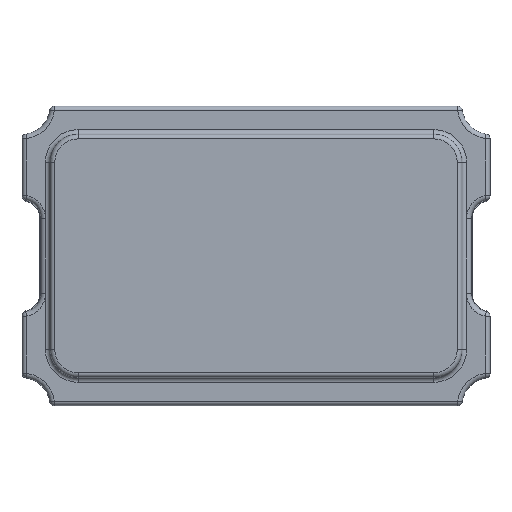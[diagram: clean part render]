
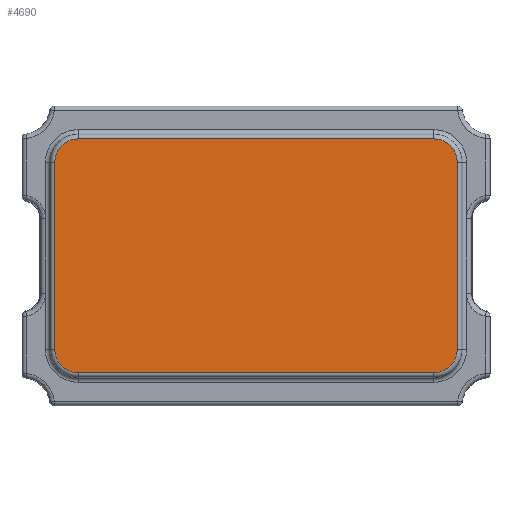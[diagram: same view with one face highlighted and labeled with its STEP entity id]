
A CAD part, top view. The second image highlights one B-rep face of the part: STEP entity #4690.
In plain terms, the highlighted planar face has unit normal (0, 0, 1).
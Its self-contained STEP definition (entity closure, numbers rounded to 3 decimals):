
#138 = CARTESIAN_POINT ( 'NONE',  ( 1.9, -1.25, 1.21 ) ) ;
#139 = DIRECTION ( 'NONE',  ( 0., 0., 1. ) ) ;
#380 = EDGE_LOOP ( 'NONE', ( #15219, #7168, #13078, #5146, #11578, #2887, #4528, #5252 ) ) ;
#883 = AXIS2_PLACEMENT_3D ( 'NONE', #3329, #6122, #12154 ) ;
#1466 = DIRECTION ( 'NONE',  ( 1., 0., 0. ) ) ;
#2741 = CIRCLE ( 'NONE', #883, 0.25 ) ;
#2743 = VECTOR ( 'NONE', #15072, 1000. ) ;
#2803 = CARTESIAN_POINT ( 'NONE',  ( 2.15, 1., 1.21 ) ) ;
#2887 = ORIENTED_EDGE ( 'NONE', *, *, #16223, .T. ) ;
#3074 = EDGE_CURVE ( 'NONE', #4134, #5491, #2741, .T. ) ;
#3209 = VECTOR ( 'NONE', #4247, 1000. ) ;
#3329 = CARTESIAN_POINT ( 'NONE',  ( -1.9, 1., 1.21 ) ) ;
#3727 = CARTESIAN_POINT ( 'NONE',  ( -2.15, -1., 1.21 ) ) ;
#3825 = EDGE_CURVE ( 'NONE', #15325, #15384, #6491, .T. ) ;
#3944 = CARTESIAN_POINT ( 'NONE',  ( 1.9, -1.25, 1.21 ) ) ;
#4134 = VERTEX_POINT ( 'NONE', #8775 ) ;
#4226 = DIRECTION ( 'NONE',  ( 0., 0., 1. ) ) ;
#4247 = DIRECTION ( 'NONE',  ( 0., 1., 0. ) ) ;
#4528 = ORIENTED_EDGE ( 'NONE', *, *, #10815, .T. ) ;
#4690 = ADVANCED_FACE ( 'NONE', ( #12594 ), #5118, .T. ) ;
#5087 = EDGE_CURVE ( 'NONE', #5491, #14296, #10015, .T. ) ;
#5118 = PLANE ( 'NONE',  #12149 ) ;
#5146 = ORIENTED_EDGE ( 'NONE', *, *, #7816, .T. ) ;
#5252 = ORIENTED_EDGE ( 'NONE', *, *, #7204, .T. ) ;
#5300 = VECTOR ( 'NONE', #7781, 1000. ) ;
#5327 = CARTESIAN_POINT ( 'NONE',  ( 1.9, 1.25, 1.21 ) ) ;
#5486 = LINE ( 'NONE', #8129, #13955 ) ;
#5491 = VERTEX_POINT ( 'NONE', #12952 ) ;
#6122 = DIRECTION ( 'NONE',  ( 0., 0., 1. ) ) ;
#6331 = VERTEX_POINT ( 'NONE', #5327 ) ;
#6491 = LINE ( 'NONE', #138, #2743 ) ;
#7168 = ORIENTED_EDGE ( 'NONE', *, *, #3074, .T. ) ;
#7204 = EDGE_CURVE ( 'NONE', #16276, #6331, #10721, .T. ) ;
#7587 = AXIS2_PLACEMENT_3D ( 'NONE', #9498, #15696, #15614 ) ;
#7659 = DIRECTION ( 'NONE',  ( 1., 0., 0. ) ) ;
#7742 = CARTESIAN_POINT ( 'NONE',  ( 0., 0., 1.21 ) ) ;
#7781 = DIRECTION ( 'NONE',  ( 0., -1., 0. ) ) ;
#7816 = EDGE_CURVE ( 'NONE', #14296, #15325, #12979, .T. ) ;
#8129 = CARTESIAN_POINT ( 'NONE',  ( -1.9, 1.25, 1.21 ) ) ;
#8775 = CARTESIAN_POINT ( 'NONE',  ( -1.9, 1.25, 1.21 ) ) ;
#8874 = CARTESIAN_POINT ( 'NONE',  ( 1.9, 1., 1.21 ) ) ;
#9297 = DIRECTION ( 'NONE',  ( -1., 0., 0. ) ) ;
#9445 = CARTESIAN_POINT ( 'NONE',  ( 2.15, 1., 1.21 ) ) ;
#9498 = CARTESIAN_POINT ( 'NONE',  ( 1.9, -1., 1.21 ) ) ;
#9820 = CARTESIAN_POINT ( 'NONE',  ( -1.9, -1.25, 1.21 ) ) ;
#10015 = LINE ( 'NONE', #3727, #5300 ) ;
#10443 = AXIS2_PLACEMENT_3D ( 'NONE', #8874, #139, #7659 ) ;
#10587 = DIRECTION ( 'NONE',  ( 1., 0., 0. ) ) ;
#10721 = CIRCLE ( 'NONE', #10443, 0.25 ) ;
#10815 = EDGE_CURVE ( 'NONE', #15319, #16276, #14135, .T. ) ;
#11578 = ORIENTED_EDGE ( 'NONE', *, *, #3825, .T. ) ;
#12149 = AXIS2_PLACEMENT_3D ( 'NONE', #7742, #12767, #1466 ) ;
#12154 = DIRECTION ( 'NONE',  ( 1., 0., 0. ) ) ;
#12283 = CARTESIAN_POINT ( 'NONE',  ( 2.15, -1., 1.21 ) ) ;
#12572 = CIRCLE ( 'NONE', #7587, 0.25 ) ;
#12594 = FACE_OUTER_BOUND ( 'NONE', #380, .T. ) ;
#12767 = DIRECTION ( 'NONE',  ( 0., 0., 1. ) ) ;
#12952 = CARTESIAN_POINT ( 'NONE',  ( -2.15, 1., 1.21 ) ) ;
#12979 = CIRCLE ( 'NONE', #13239, 0.25 ) ;
#13078 = ORIENTED_EDGE ( 'NONE', *, *, #5087, .T. ) ;
#13125 = CARTESIAN_POINT ( 'NONE',  ( -1.9, -1., 1.21 ) ) ;
#13239 = AXIS2_PLACEMENT_3D ( 'NONE', #13125, #4226, #10587 ) ;
#13522 = CARTESIAN_POINT ( 'NONE',  ( -2.15, -1., 1.21 ) ) ;
#13955 = VECTOR ( 'NONE', #9297, 1000. ) ;
#14135 = LINE ( 'NONE', #9445, #3209 ) ;
#14296 = VERTEX_POINT ( 'NONE', #13522 ) ;
#14743 = EDGE_CURVE ( 'NONE', #6331, #4134, #5486, .T. ) ;
#15072 = DIRECTION ( 'NONE',  ( 1., 0., 0. ) ) ;
#15219 = ORIENTED_EDGE ( 'NONE', *, *, #14743, .T. ) ;
#15319 = VERTEX_POINT ( 'NONE', #12283 ) ;
#15325 = VERTEX_POINT ( 'NONE', #9820 ) ;
#15384 = VERTEX_POINT ( 'NONE', #3944 ) ;
#15614 = DIRECTION ( 'NONE',  ( 1., 0., 0. ) ) ;
#15696 = DIRECTION ( 'NONE',  ( 0., 0., 1. ) ) ;
#16223 = EDGE_CURVE ( 'NONE', #15384, #15319, #12572, .T. ) ;
#16276 = VERTEX_POINT ( 'NONE', #2803 ) ;
